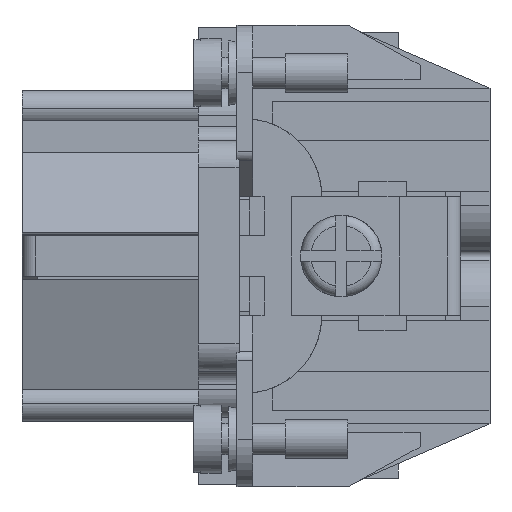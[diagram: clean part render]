
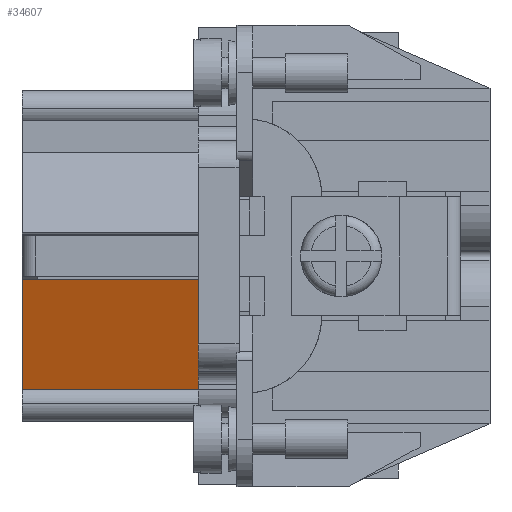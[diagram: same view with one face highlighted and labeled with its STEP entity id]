
A CAD part, left-side view. The second image highlights one B-rep face of the part: STEP entity #34607.
In plain terms, the highlighted planar face has unit normal (-0.941, 0, -0.338).
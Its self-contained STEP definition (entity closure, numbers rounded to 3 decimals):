
#5317 = EDGE_LOOP ( 'NONE', ( #19586, #19584, #19585, #19583 ) ) ;
#6810 = LINE ( 'NONE', #24617, #35775 ) ;
#7004 = FACE_OUTER_BOUND ( 'NONE', #5317, .T. ) ;
#7088 = LINE ( 'NONE', #7515, #33284 ) ;
#7089 = LINE ( 'NONE', #7517, #33285 ) ;
#7090 = LINE ( 'NONE', #7519, #33286 ) ;
#7515 = CARTESIAN_POINT ( 'NONE',  ( -18.876, 34.14, -9.878 ) ) ;
#7516 = DIRECTION ( 'NONE',  ( 0., -1., 0. ) ) ;
#7517 = CARTESIAN_POINT ( 'NONE',  ( -18.876, 34.14, -9.878 ) ) ;
#7518 = DIRECTION ( 'NONE',  ( -0.338, 0., 0.941 ) ) ;
#7519 = CARTESIAN_POINT ( 'NONE',  ( -18.876, 21.14, -9.878 ) ) ;
#7520 = DIRECTION ( 'NONE',  ( -0.338, 0., 0.941 ) ) ;
#14566 = CARTESIAN_POINT ( 'NONE',  ( -18.876, 21.14, -9.878 ) ) ;
#14568 = CARTESIAN_POINT ( 'NONE',  ( -18.876, 34.14, -9.878 ) ) ;
#14576 = CARTESIAN_POINT ( 'NONE',  ( -21.81, 34.14, -1.708 ) ) ;
#14577 = CARTESIAN_POINT ( 'NONE',  ( -21.81, 21.14, -1.708 ) ) ;
#19583 = ORIENTED_EDGE ( 'NONE', *, *, #34667, .T. ) ;
#19584 = ORIENTED_EDGE ( 'NONE', *, *, #34442, .F. ) ;
#19585 = ORIENTED_EDGE ( 'NONE', *, *, #34668, .F. ) ;
#19586 = ORIENTED_EDGE ( 'NONE', *, *, #34669, .T. ) ;
#23842 = VERTEX_POINT ( 'NONE', #14566 ) ;
#23844 = VERTEX_POINT ( 'NONE', #14568 ) ;
#23852 = VERTEX_POINT ( 'NONE', #14576 ) ;
#23853 = VERTEX_POINT ( 'NONE', #14577 ) ;
#24617 = CARTESIAN_POINT ( 'NONE',  ( -21.81, 34.14, -1.708 ) ) ;
#24618 = DIRECTION ( 'NONE',  ( 0., -1., 0. ) ) ;
#25146 = PLANE ( 'NONE',  #35989 ) ;
#25147 = CARTESIAN_POINT ( 'NONE',  ( -18.876, 34.14, -9.878 ) ) ;
#25148 = DIRECTION ( 'NONE',  ( 0.941, 0., 0.338 ) ) ;
#25149 = DIRECTION ( 'NONE',  ( 0.338, 0., -0.941 ) ) ;
#33284 = VECTOR ( 'NONE', #7516, 1000. ) ;
#33285 = VECTOR ( 'NONE', #7518, 1000. ) ;
#33286 = VECTOR ( 'NONE', #7520, 1000. ) ;
#34442 = EDGE_CURVE ( 'NONE', #23852, #23853, #6810, .T. ) ;
#34607 = ADVANCED_FACE ( 'NONE', ( #7004 ), #25146, .F. ) ;
#34667 = EDGE_CURVE ( 'NONE', #23844, #23842, #7088, .T. ) ;
#34668 = EDGE_CURVE ( 'NONE', #23844, #23852, #7089, .T. ) ;
#34669 = EDGE_CURVE ( 'NONE', #23842, #23853, #7090, .T. ) ;
#35775 = VECTOR ( 'NONE', #24618, 1000. ) ;
#35989 = AXIS2_PLACEMENT_3D ( 'NONE', #25147, #25148, #25149 ) ;
